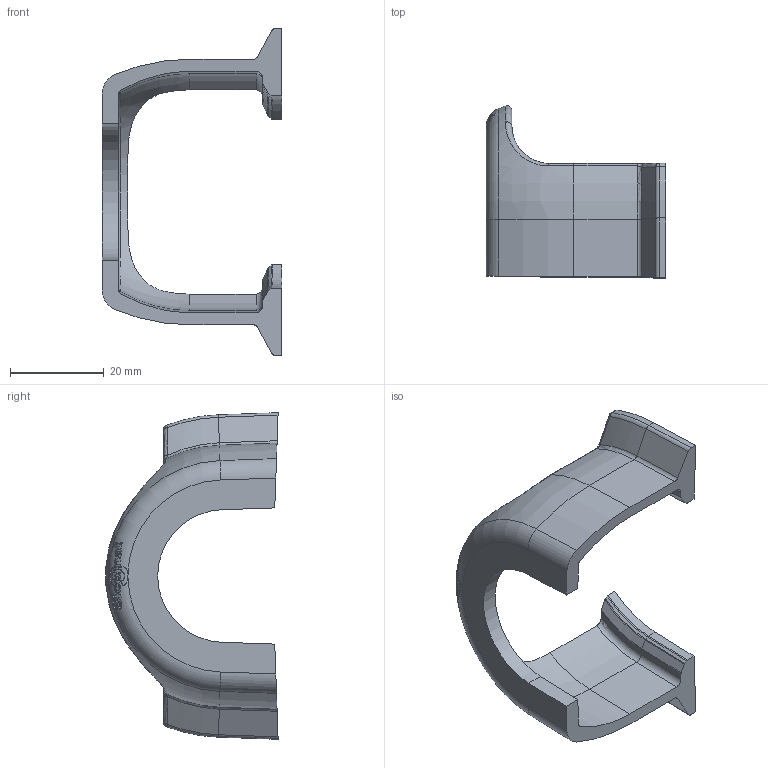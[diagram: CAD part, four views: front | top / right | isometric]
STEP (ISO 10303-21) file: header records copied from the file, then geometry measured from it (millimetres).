
FILE_DESCRIPTION (( 'STEP AP214' ), '1' );
FILE_NAME ('R235.028.000.STEP', '2019-10-24T15:22:29', ( '' ), ( '' ), 'SwSTEP 2.0', 'SolidWorks 2018', '' );
FILE_SCHEMA (( 'AUTOMOTIVE_DESIGN' ));
Length unit declared in the file: millimetre
Products named in the file (1): R235.028.000
Bounding box: 38.4 x 36.75 x 69.72 mm (x, y, z)
Volume: 10194.6 mm3; surface area: 7429.4 mm2
Topology: 1 solids, 1 shells, 243 faces, 619 edges, 396 vertices
Faces by surface type: bspline 134, cylinder 36, torus 36, plane 27, cone 8, sphere 2
Entity records: 19178 total; most frequent: CARTESIAN_POINT 14504, ORIENTED_EDGE 1238, EDGE_CURVE 619, DIRECTION 488, B_SPLINE_CURVE_WITH_KNOTS 413, VERTEX_POINT 396, EDGE_LOOP 261, FACE_OUTER_BOUND 243
